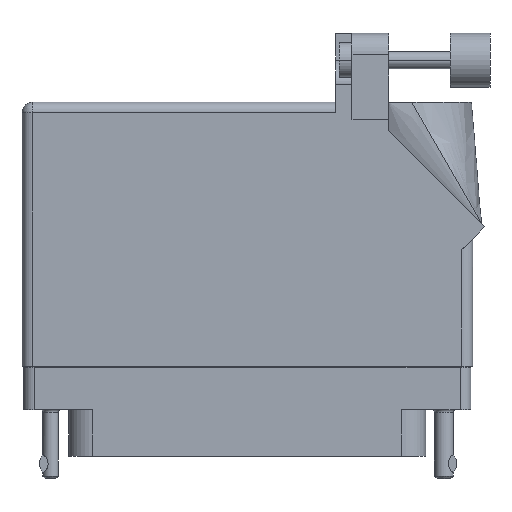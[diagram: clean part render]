
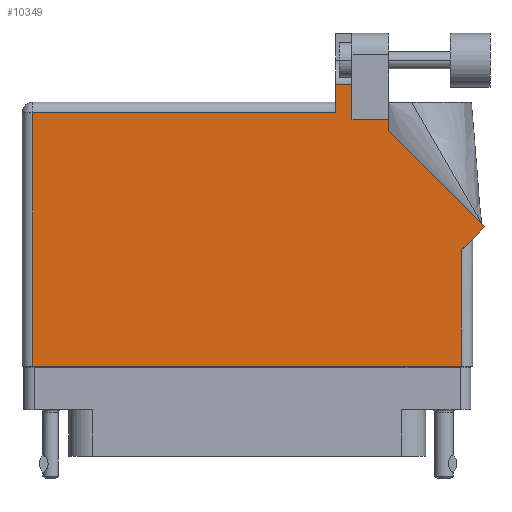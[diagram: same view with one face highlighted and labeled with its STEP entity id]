
A CAD part, front view. The second image highlights one B-rep face of the part: STEP entity #10349.
In plain terms, the highlighted face is planar.
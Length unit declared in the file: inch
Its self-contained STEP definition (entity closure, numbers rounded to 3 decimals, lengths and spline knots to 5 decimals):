
#144 = LINE ( 'NONE', #52148, #9039 ) ;
#2378 = VECTOR ( 'NONE', #56402, 39.37008 ) ;
#2962 = DIRECTION ( 'NONE',  ( -1., 0., 0. ) ) ;
#2995 = CARTESIAN_POINT ( 'NONE',  ( -1.244, -0.1, 0.455 ) ) ;
#3708 = VECTOR ( 'NONE', #54414, 39.37008 ) ;
#3878 = DIRECTION ( 'NONE',  ( 0., 1., 0. ) ) ;
#4033 = EDGE_CURVE ( 'NONE', #11106, #28068, #144, .T. ) ;
#4423 = CARTESIAN_POINT ( 'NONE',  ( 0.607, 1.5315, 0.455 ) ) ;
#8048 = ORIENTED_EDGE ( 'NONE', *, *, #27800, .T. ) ;
#8407 = CARTESIAN_POINT ( 'NONE',  ( 1.244, 0.637, 0.455 ) ) ;
#8954 = LINE ( 'NONE', #20801, #34167 ) ;
#9039 = VECTOR ( 'NONE', #29111, 39.37008 ) ;
#9653 = LINE ( 'NONE', #36513, #18617 ) ;
#10349 = ADVANCED_FACE ( 'NONE', ( #22617 ), #45021, .F. ) ;
#10804 = CARTESIAN_POINT ( 'NONE',  ( 1.306, 0.637, 0.455 ) ) ;
#11106 = VERTEX_POINT ( 'NONE', #24349 ) ;
#11287 = LINE ( 'NONE', #8407, #48382 ) ;
#11566 = VECTOR ( 'NONE', #44814, 39.37008 ) ;
#11677 = CARTESIAN_POINT ( 'NONE',  ( -1.306, 1.43, 0.455 ) ) ;
#13234 = ORIENTED_EDGE ( 'NONE', *, *, #34188, .T. ) ;
#13536 = CARTESIAN_POINT ( 'NONE',  ( 0.82, 1.26442, 0.455 ) ) ;
#14098 = ORIENTED_EDGE ( 'NONE', *, *, #23122, .T. ) ;
#15713 = EDGE_CURVE ( 'NONE', #28068, #27389, #40908, .T. ) ;
#16381 = VERTEX_POINT ( 'NONE', #49016 ) ;
#17601 = EDGE_CURVE ( 'NONE', #61301, #50598, #55632, .T. ) ;
#17765 = EDGE_CURVE ( 'NONE', #30442, #16381, #9653, .T. ) ;
#17834 = LINE ( 'NONE', #45615, #33364 ) ;
#18617 = VECTOR ( 'NONE', #50862, 39.37008 ) ;
#19839 = EDGE_LOOP ( 'NONE', ( #51012, #22531, #52788, #13234, #47724, #33387, #39450, #26030, #14098, #41109, #8048 ) ) ;
#20801 = CARTESIAN_POINT ( 'NONE',  ( 0.513, 1.43, 0.455 ) ) ;
#21420 = DIRECTION ( 'NONE',  ( -1., 0., 0. ) ) ;
#22531 = ORIENTED_EDGE ( 'NONE', *, *, #15713, .T. ) ;
#22617 = FACE_OUTER_BOUND ( 'NONE', #19839, .T. ) ;
#22945 = LINE ( 'NONE', #50516, #42903 ) ;
#23122 = EDGE_CURVE ( 'NONE', #27002, #30442, #42010, .T. ) ;
#23387 = EDGE_CURVE ( 'NONE', #50598, #49510, #46375, .T. ) ;
#24349 = CARTESIAN_POINT ( 'NONE',  ( 0.607, 1.33, 0.455 ) ) ;
#25842 = EDGE_CURVE ( 'NONE', #49510, #49373, #11287, .T. ) ;
#26030 = ORIENTED_EDGE ( 'NONE', *, *, #40223, .T. ) ;
#26580 = CARTESIAN_POINT ( 'NONE',  ( 1.244, -0.1, 0.455 ) ) ;
#26655 = AXIS2_PLACEMENT_3D ( 'NONE', #11677, #49613, #21420 ) ;
#27002 = VERTEX_POINT ( 'NONE', #34028 ) ;
#27389 = VERTEX_POINT ( 'NONE', #41221 ) ;
#27800 = EDGE_CURVE ( 'NONE', #16381, #11106, #22945, .T. ) ;
#28068 = VERTEX_POINT ( 'NONE', #4423 ) ;
#29111 = DIRECTION ( 'NONE',  ( 0., 1., 0. ) ) ;
#30442 = VERTEX_POINT ( 'NONE', #13536 ) ;
#33364 = VECTOR ( 'NONE', #2962, 39.37008 ) ;
#33387 = ORIENTED_EDGE ( 'NONE', *, *, #23387, .T. ) ;
#33401 = CARTESIAN_POINT ( 'NONE',  ( -1.244, 1.368, 0.455 ) ) ;
#34028 = CARTESIAN_POINT ( 'NONE',  ( 1.37671, 0.70771, 0.455 ) ) ;
#34167 = VECTOR ( 'NONE', #59533, 39.37008 ) ;
#34188 = EDGE_CURVE ( 'NONE', #54956, #61301, #17834, .T. ) ;
#35592 = EDGE_CURVE ( 'NONE', #27389, #54956, #8954, .T. ) ;
#36202 = DIRECTION ( 'NONE',  ( 0.707, 0.707, 0. ) ) ;
#36513 = CARTESIAN_POINT ( 'NONE',  ( 0.82, 1.26442, 0.455 ) ) ;
#36807 = VECTOR ( 'NONE', #46919, 39.37008 ) ;
#39450 = ORIENTED_EDGE ( 'NONE', *, *, #25842, .T. ) ;
#39614 = LINE ( 'NONE', #10804, #45572 ) ;
#40223 = EDGE_CURVE ( 'NONE', #49373, #27002, #39614, .T. ) ;
#40908 = LINE ( 'NONE', #42641, #2378 ) ;
#41109 = ORIENTED_EDGE ( 'NONE', *, *, #17765, .T. ) ;
#41221 = CARTESIAN_POINT ( 'NONE',  ( 0.513, 1.5315, 0.455 ) ) ;
#42010 = LINE ( 'NONE', #61046, #36807 ) ;
#42641 = CARTESIAN_POINT ( 'NONE',  ( 0.93777, 1.5315, 0.455 ) ) ;
#42903 = VECTOR ( 'NONE', #54680, 39.37008 ) ;
#44814 = DIRECTION ( 'NONE',  ( 1., 0., 0. ) ) ;
#45021 = PLANE ( 'NONE',  #26655 ) ;
#45572 = VECTOR ( 'NONE', #36202, 39.37008 ) ;
#45615 = CARTESIAN_POINT ( 'NONE',  ( -1.306, 1.368, 0.455 ) ) ;
#46375 = LINE ( 'NONE', #53565, #11566 ) ;
#46919 = DIRECTION ( 'NONE',  ( -0.707, 0.707, 0. ) ) ;
#47724 = ORIENTED_EDGE ( 'NONE', *, *, #17601, .T. ) ;
#48149 = CARTESIAN_POINT ( 'NONE',  ( 1.244, 0.575, 0.455 ) ) ;
#48382 = VECTOR ( 'NONE', #3878, 39.37008 ) ;
#49016 = CARTESIAN_POINT ( 'NONE',  ( 0.82, 1.33, 0.455 ) ) ;
#49373 = VERTEX_POINT ( 'NONE', #48149 ) ;
#49510 = VERTEX_POINT ( 'NONE', #26580 ) ;
#49613 = DIRECTION ( 'NONE',  ( 0., 0., -1. ) ) ;
#50516 = CARTESIAN_POINT ( 'NONE',  ( 0.82, 1.33, 0.455 ) ) ;
#50598 = VERTEX_POINT ( 'NONE', #2995 ) ;
#50862 = DIRECTION ( 'NONE',  ( 0., 1., 0. ) ) ;
#51012 = ORIENTED_EDGE ( 'NONE', *, *, #4033, .T. ) ;
#52148 = CARTESIAN_POINT ( 'NONE',  ( 0.607, 1.33, 0.455 ) ) ;
#52788 = ORIENTED_EDGE ( 'NONE', *, *, #35592, .T. ) ;
#53565 = CARTESIAN_POINT ( 'NONE',  ( -1.306, -0.1, 0.455 ) ) ;
#54414 = DIRECTION ( 'NONE',  ( 0., -1., 0. ) ) ;
#54680 = DIRECTION ( 'NONE',  ( -1., 0., 0. ) ) ;
#54956 = VERTEX_POINT ( 'NONE', #57794 ) ;
#55632 = LINE ( 'NONE', #58570, #3708 ) ;
#56402 = DIRECTION ( 'NONE',  ( -1., 0., 0. ) ) ;
#57794 = CARTESIAN_POINT ( 'NONE',  ( 0.513, 1.368, 0.455 ) ) ;
#58570 = CARTESIAN_POINT ( 'NONE',  ( -1.244, -0.1, 0.455 ) ) ;
#59533 = DIRECTION ( 'NONE',  ( 0., -1., 0. ) ) ;
#61046 = CARTESIAN_POINT ( 'NONE',  ( 1.37671, 0.70771, 0.455 ) ) ;
#61301 = VERTEX_POINT ( 'NONE', #33401 ) ;
